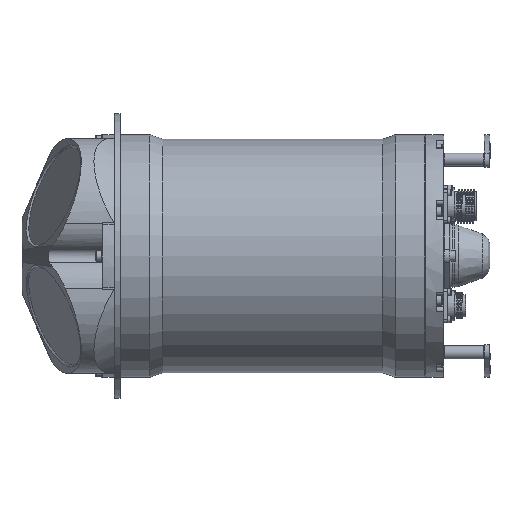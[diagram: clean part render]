
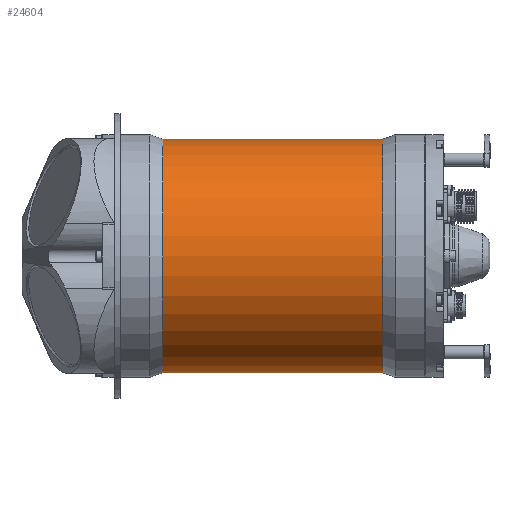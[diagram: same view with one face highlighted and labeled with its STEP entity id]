
A CAD part, front view. The second image highlights one B-rep face of the part: STEP entity #24604.
In plain terms, the highlighted cylindrical face has radius 98.5 mm (diameter 197 mm), a full revolution.
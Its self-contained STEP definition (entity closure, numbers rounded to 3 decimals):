
#3266=LINE('',#44659,#4984);
#4984=VECTOR('',#32919,98.5);
#5555=CYLINDRICAL_SURFACE('',#26919,98.5);
#6692=FACE_OUTER_BOUND('',#8269,.T.);
#8269=EDGE_LOOP('',(#21857,#21858,#21859,#21860,#21861,#21862));
#9624=CIRCLE('',#26917,98.5);
#9625=CIRCLE('',#26918,98.5);
#9626=CIRCLE('',#26920,98.5);
#9627=CIRCLE('',#26921,98.5);
#11953=VERTEX_POINT('',#44649);
#11954=VERTEX_POINT('',#44650);
#11955=VERTEX_POINT('',#44655);
#11956=VERTEX_POINT('',#44656);
#15361=EDGE_CURVE('',#11953,#11954,#9624,.T.);
#15362=EDGE_CURVE('',#11954,#11953,#9625,.T.);
#15364=EDGE_CURVE('',#11955,#11956,#9626,.T.);
#15365=EDGE_CURVE('',#11956,#11955,#9627,.T.);
#15366=EDGE_CURVE('',#11956,#11954,#3266,.T.);
#21857=ORIENTED_EDGE('',*,*,#15364,.F.);
#21858=ORIENTED_EDGE('',*,*,#15365,.F.);
#21859=ORIENTED_EDGE('',*,*,#15366,.T.);
#21860=ORIENTED_EDGE('',*,*,#15362,.T.);
#21861=ORIENTED_EDGE('',*,*,#15361,.T.);
#21862=ORIENTED_EDGE('',*,*,#15366,.F.);
#24604=ADVANCED_FACE('',(#6692),#5555,.T.);
#26917=AXIS2_PLACEMENT_3D('',#44651,#32908,#32909);
#26918=AXIS2_PLACEMENT_3D('',#44652,#32910,#32911);
#26919=AXIS2_PLACEMENT_3D('',#44654,#32913,#32914);
#26920=AXIS2_PLACEMENT_3D('',#44657,#32915,#32916);
#26921=AXIS2_PLACEMENT_3D('',#44658,#32917,#32918);
#32908=DIRECTION('center_axis',(-1.,0.,0.));
#32909=DIRECTION('ref_axis',(0.,0.,
1.));
#32910=DIRECTION('center_axis',(-1.,0.,0.));
#32911=DIRECTION('ref_axis',(0.,0.,
1.));
#32913=DIRECTION('center_axis',(-1.,0.,0.));
#32914=DIRECTION('ref_axis',(0.,0.,
1.));
#32915=DIRECTION('center_axis',(-1.,0.,0.));
#32916=DIRECTION('ref_axis',(0.,0.,
1.));
#32917=DIRECTION('center_axis',(-1.,0.,0.));
#32918=DIRECTION('ref_axis',(0.,0.,
1.));
#32919=DIRECTION('',(1.,0.,0.));
#44649=CARTESIAN_POINT('',(304.51,0.,98.5));
#44650=CARTESIAN_POINT('',(304.51,0.,-98.5));
#44651=CARTESIAN_POINT('Origin',(304.51,0.,
0.));
#44652=CARTESIAN_POINT('Origin',(304.51,0.,
0.));
#44654=CARTESIAN_POINT('Origin',(211.75,0.,0.));
#44655=CARTESIAN_POINT('',(118.99,0.,98.5));
#44656=CARTESIAN_POINT('',(118.99,0.,-98.5));
#44657=CARTESIAN_POINT('Origin',(118.99,0.,
0.));
#44658=CARTESIAN_POINT('Origin',(118.99,0.,
0.));
#44659=CARTESIAN_POINT('',(211.75,0.,-98.5));
